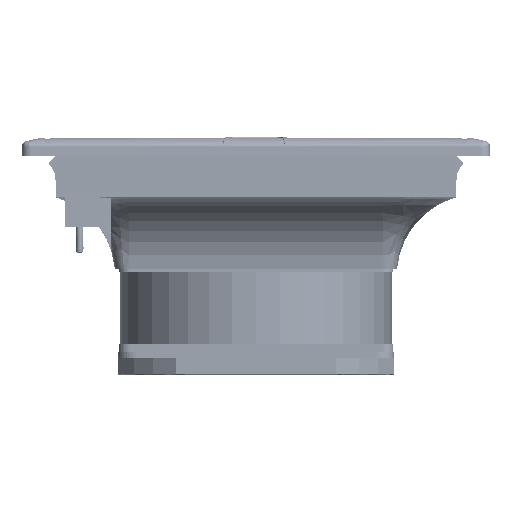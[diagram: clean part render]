
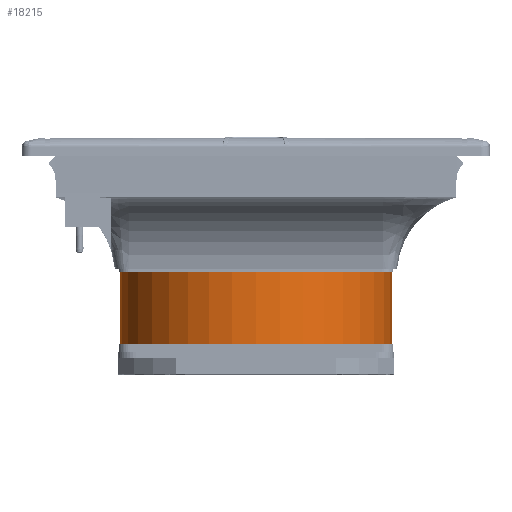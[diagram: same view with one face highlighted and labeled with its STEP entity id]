
A CAD part, front view. The second image highlights one B-rep face of the part: STEP entity #18215.
In plain terms, the highlighted cylindrical face has radius 59.3 mm (diameter 118.6 mm), a full revolution.
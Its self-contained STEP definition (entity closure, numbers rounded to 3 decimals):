
#5850=CYLINDRICAL_SURFACE('',#113259,59.3);
#11886=CIRCLE('',#113255,59.3);
#11887=CIRCLE('',#113257,59.3);
#13277=FACE_BOUND('',#31889,.T.);
#13278=FACE_BOUND('',#31890,.T.);
#18215=ADVANCED_FACE('',(#13277,#13278),#5850,.T.);
#31889=EDGE_LOOP('',(#56644));
#31890=EDGE_LOOP('',(#56645));
#56644=ORIENTED_EDGE('',*,*,#84958,.T.);
#56645=ORIENTED_EDGE('',*,*,#84959,.F.);
#70876=VERTEX_POINT('',#173068);
#70877=VERTEX_POINT('',#173071);
#84958=EDGE_CURVE('',#70876,#70876,#11886,.T.);
#84959=EDGE_CURVE('',#70877,#70877,#11887,.T.);
#113255=AXIS2_PLACEMENT_3D('',#173067,#141738,#141739);
#113257=AXIS2_PLACEMENT_3D('',#173070,#141742,#141743);
#113259=AXIS2_PLACEMENT_3D('',#173073,#141746,#141747);
#141738=DIRECTION('',(0.,0.,1.));
#141739=DIRECTION('',(0.,1.,0.));
#141742=DIRECTION('',(0.,0.,1.));
#141743=DIRECTION('',(0.,1.,0.));
#141746=DIRECTION('',(0.,0.,1.));
#141747=DIRECTION('',(-1.,0.,0.));
#173067=CARTESIAN_POINT('',(0.,0.,-95.2));
#173068=CARTESIAN_POINT('',(0.,59.3,-95.2));
#173070=CARTESIAN_POINT('',(0.,0.,-64.1));
#173071=CARTESIAN_POINT('',(0.,59.3,-64.1));
#173073=CARTESIAN_POINT('',(0.,0.,-95.2));
